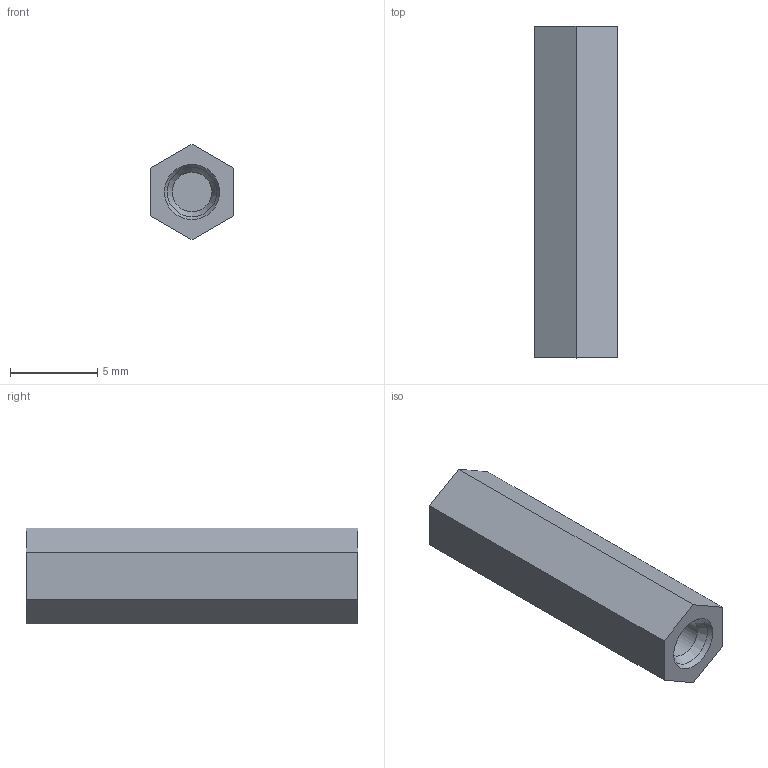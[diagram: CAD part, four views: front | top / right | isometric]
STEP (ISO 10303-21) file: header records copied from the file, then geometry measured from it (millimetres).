
FILE_DESCRIPTION(/* description */ (''),/* implementation_level */ '2;1');
FILE_NAME(/* name */ '540-9049-003',/* time_stamp */ '2000-02-03T11:22:57-06:00',/* author */ (''),/* organization */ (''),/* preprocessor_version */ 'ST-DEVELOPER 1.6',/* originating_system */ 'UNIGRAPHICS SOLUTIONS - UNIGRAPHICS 15.0',/* authorisation */ '');
FILE_SCHEMA (('CONFIG_CONTROL_DESIGN'));
Length unit declared in the file: inch
Products named in the file (1): 540-9049-003
Bounding box: 4.75 x 19.05 x 5.48 mm (x, y, z)
Volume: 332.6 mm3; surface area: 727.3 mm2
Topology: 3 solids, 3 shells, 22 faces, 44 edges, 28 vertices
Faces by surface type: plane 12, cylinder 6, cone 4
Full cylindrical faces by diameter (mm): 2.261 x4, 2.845 x2
Entity records: 594 total; most frequent: DIRECTION 92, CARTESIAN_POINT 81, ORIENTED_EDGE 64, AXIS2_PLACEMENT_3D 37, EDGE_LOOP 36, FACE_BOUND 36, EDGE_CURVE 32, VERTEX_POINT 26
